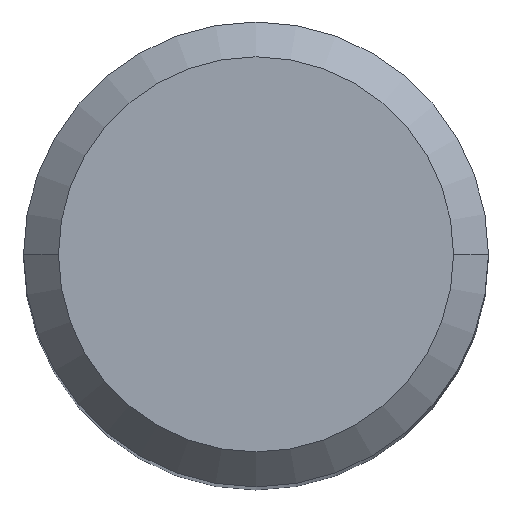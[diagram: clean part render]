
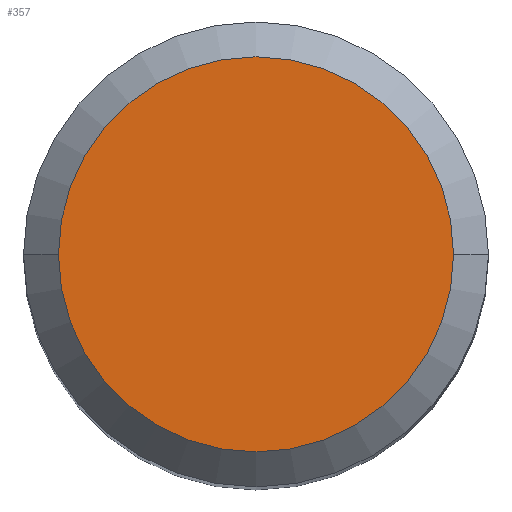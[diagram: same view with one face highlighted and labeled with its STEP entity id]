
A CAD part, top view. The second image highlights one B-rep face of the part: STEP entity #357.
In plain terms, the highlighted planar face has unit normal (0, 0, 1).
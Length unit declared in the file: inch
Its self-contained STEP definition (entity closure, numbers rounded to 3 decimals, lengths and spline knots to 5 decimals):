
#20 = CARTESIAN_POINT ( 'NONE',  ( 0.16732, 0., 0. ) ) ;
#35 = FACE_OUTER_BOUND ( 'NONE', #386, .T. ) ;
#68 = VERTEX_POINT ( 'NONE', #427 ) ;
#91 = ORIENTED_EDGE ( 'NONE', *, *, #242, .T. ) ;
#99 = DIRECTION ( 'NONE',  ( 0., 0., 1. ) ) ;
#118 = PLANE ( 'NONE',  #336 ) ;
#125 = CARTESIAN_POINT ( 'NONE',  ( 0., 0., 0. ) ) ;
#152 = ORIENTED_EDGE ( 'NONE', *, *, #450, .T. ) ;
#173 = AXIS2_PLACEMENT_3D ( 'NONE', #293, #99, #255 ) ;
#232 = DIRECTION ( 'NONE',  ( 0., 0., 1. ) ) ;
#242 = EDGE_CURVE ( 'NONE', #68, #487, #382, .T. ) ;
#255 = DIRECTION ( 'NONE',  ( 1., 0., 0. ) ) ;
#264 = DIRECTION ( 'NONE',  ( 1., 0., 0. ) ) ;
#272 = DIRECTION ( 'NONE',  ( 0., 0., -1. ) ) ;
#293 = CARTESIAN_POINT ( 'NONE',  ( 0., 0., 0. ) ) ;
#303 = CARTESIAN_POINT ( 'NONE',  ( 0., 0., 0. ) ) ;
#336 = AXIS2_PLACEMENT_3D ( 'NONE', #125, #272, #383 ) ;
#357 = ADVANCED_FACE ( 'NONE', ( #35 ), #118, .F. ) ;
#360 = CIRCLE ( 'NONE', #173, 0.16732 ) ;
#382 = CIRCLE ( 'NONE', #476, 0.16732 ) ;
#383 = DIRECTION ( 'NONE',  ( -1., 0., 0. ) ) ;
#386 = EDGE_LOOP ( 'NONE', ( #91, #152 ) ) ;
#427 = CARTESIAN_POINT ( 'NONE',  ( -0.16732, 0., 0. ) ) ;
#450 = EDGE_CURVE ( 'NONE', #487, #68, #360, .T. ) ;
#476 = AXIS2_PLACEMENT_3D ( 'NONE', #303, #232, #264 ) ;
#487 = VERTEX_POINT ( 'NONE', #20 ) ;
